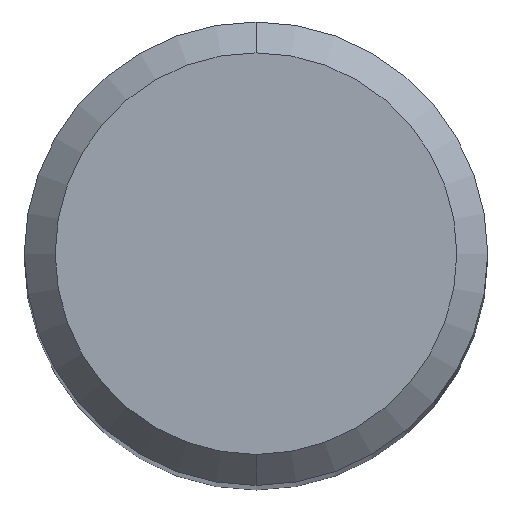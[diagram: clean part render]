
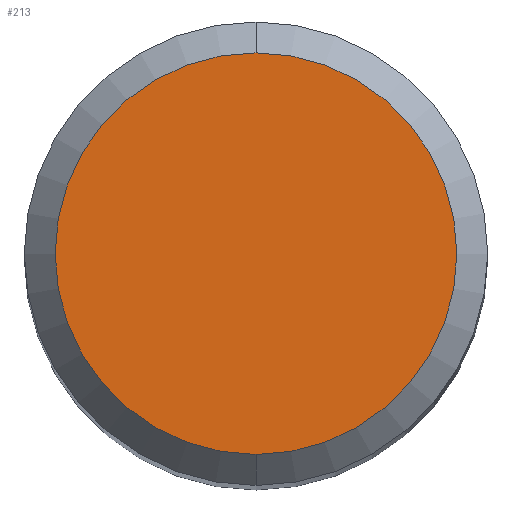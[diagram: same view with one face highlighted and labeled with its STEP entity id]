
A CAD part, top view. The second image highlights one B-rep face of the part: STEP entity #213.
In plain terms, the highlighted planar face has unit normal (0, 0, 1).
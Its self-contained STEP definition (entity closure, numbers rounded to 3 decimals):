
#127=VERTEX_POINT('',#279);
#163=VERTEX_POINT('',#320);
#207=EDGE_CURVE('',#127,#163,#369,.T.);
#211=EDGE_CURVE('',#163,#127,#374,.T.);
#213=ADVANCED_FACE('',(#376),#377,.T.);
#279=CARTESIAN_POINT('',(0.0,2.6,0.0));
#320=CARTESIAN_POINT('',(0.,-2.6,0.0));
#369=CIRCLE('',#564,2.6);
#374=CIRCLE('',#570,2.6);
#376=FACE_OUTER_BOUND('',#572,.T.);
#377=PLANE('',#573);
#564=AXIS2_PLACEMENT_3D('',#740,#741,#742);
#570=AXIS2_PLACEMENT_3D('',#751,#752,#753);
#572=EDGE_LOOP('',(#755,#756));
#573=AXIS2_PLACEMENT_3D('',#757,#758,#759);
#740=CARTESIAN_POINT('',(0.0,0.0,0.0));
#741=DIRECTION('',(0.0,0.0,-1.0));
#742=DIRECTION('',(0.0,1.0,0.0));
#751=CARTESIAN_POINT('',(0.0,0.0,0.0));
#752=DIRECTION('',(0.0,0.0,-1.0));
#753=DIRECTION('',(0.0,1.0,0.0));
#755=ORIENTED_EDGE('',*,*,#207,.F.);
#756=ORIENTED_EDGE('',*,*,#211,.F.);
#757=CARTESIAN_POINT('',(0.0,1.3,0.0));
#758=DIRECTION('',(-0.0,0.0,1.0));
#759=DIRECTION('',(0.0,-1.0,0.0));
